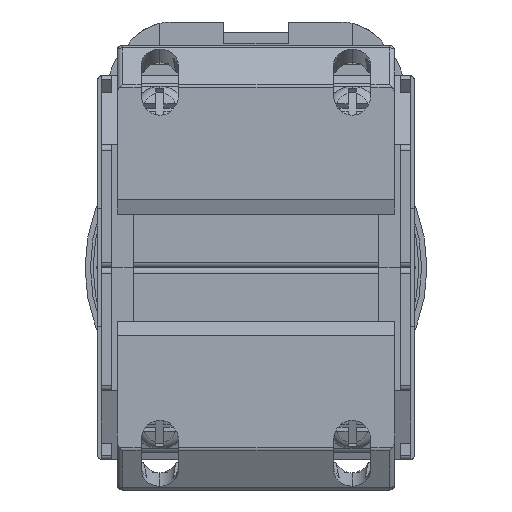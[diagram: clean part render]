
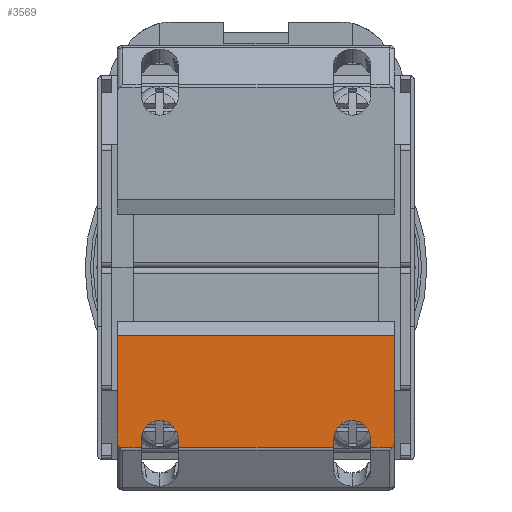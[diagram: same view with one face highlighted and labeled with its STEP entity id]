
A CAD part, front view. The second image highlights one B-rep face of the part: STEP entity #3569.
In plain terms, the highlighted planar face has unit normal (0, -1, 0).
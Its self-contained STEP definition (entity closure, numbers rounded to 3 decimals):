
#2 = VERTEX_POINT ( 'NONE', #3838 ) ;
#67 = EDGE_CURVE ( 'NONE', #2, #12687, #4582, .T. ) ;
#541 = EDGE_CURVE ( 'NONE', #3639, #12687, #3653, .T. ) ;
#555 =( BOUNDED_CURVE ( )  B_SPLINE_CURVE ( 3, ( #12993, #5817, #15852, #7276 ),
 .UNSPECIFIED., .F., .F. ) 
 B_SPLINE_CURVE_WITH_KNOTS ( ( 4, 4 ),
 ( 4.712, 7.854 ),
 .UNSPECIFIED. ) 
 CURVE ( )  GEOMETRIC_REPRESENTATION_ITEM ( )  RATIONAL_B_SPLINE_CURVE ( ( 1., 0.333, 0.333, 1. ) ) 
 REPRESENTATION_ITEM ( '' )  );
#772 = EDGE_CURVE ( 'NONE', #1354, #2722, #6785, .T. ) ;
#823 = FACE_OUTER_BOUND ( 'NONE', #15454, .T. ) ;
#1111 = VERTEX_POINT ( 'NONE', #14961 ) ;
#1114 = CARTESIAN_POINT ( 'NONE',  ( -7.25, -61.5, -16.185 ) ) ;
#1335 = EDGE_CURVE ( 'NONE', #5661, #3639, #15035, .T. ) ;
#1354 = VERTEX_POINT ( 'NONE', #16915 ) ;
#1492 = CARTESIAN_POINT ( 'NONE',  ( 7.25, -61.5, -6.374 ) ) ;
#1570 = CARTESIAN_POINT ( 'NONE',  ( -12.76, -61.5, -16.86 ) ) ;
#1757 = VECTOR ( 'NONE', #15980, 1000. ) ;
#1921 = ORIENTED_EDGE ( 'NONE', *, *, #7854, .T. ) ;
#1972 = CARTESIAN_POINT ( 'NONE',  ( -7.25, -61.5, -16.185 ) ) ;
#2027 = ORIENTED_EDGE ( 'NONE', *, *, #13319, .F. ) ;
#2227 = LINE ( 'NONE', #11707, #5568 ) ;
#2519 = CARTESIAN_POINT ( 'NONE',  ( 13., -61.5, -16.039 ) ) ;
#2527 = DIRECTION ( 'NONE',  ( -1., 0., 0. ) ) ;
#2649 = CARTESIAN_POINT ( 'NONE',  ( 13., -61.5, -16.382 ) ) ;
#2722 = VERTEX_POINT ( 'NONE', #15525 ) ;
#2971 = VERTEX_POINT ( 'NONE', #4630 ) ;
#3455 = ORIENTED_EDGE ( 'NONE', *, *, #9266, .F. ) ;
#3569 = ADVANCED_FACE ( 'NONE', ( #823 ), #5983, .F. ) ;
#3639 = VERTEX_POINT ( 'NONE', #1972 ) ;
#3653 = LINE ( 'NONE', #11344, #7478 ) ;
#3838 = CARTESIAN_POINT ( 'NONE',  ( 7.25, -61.5, -16.86 ) ) ;
#3949 = VECTOR ( 'NONE', #6374, 1000. ) ;
#3981 =( BOUNDED_CURVE ( )  B_SPLINE_CURVE ( 3, ( #2519, #2649, #5509, #15549 ),
 .UNSPECIFIED., .F., .F. ) 
 B_SPLINE_CURVE_WITH_KNOTS ( ( 4, 4 ),
 ( 4.712, 5.736 ),
 .UNSPECIFIED. ) 
 CURVE ( )  GEOMETRIC_REPRESENTATION_ITEM ( )  RATIONAL_B_SPLINE_CURVE ( ( 1., 0.915, 0.915, 1. ) ) 
 REPRESENTATION_ITEM ( '' )  );
#4121 = EDGE_CURVE ( 'NONE', #1111, #1354, #555, .T. ) ;
#4462 = CARTESIAN_POINT ( 'NONE',  ( -13., -61.5, -16.382 ) ) ;
#4492 = ORIENTED_EDGE ( 'NONE', *, *, #16049, .F. ) ;
#4528 = DIRECTION ( 'NONE',  ( 0., 0., 1. ) ) ;
#4582 = LINE ( 'NONE', #5381, #12224 ) ;
#4608 = CARTESIAN_POINT ( 'NONE',  ( 13., -61.5, -6.374 ) ) ;
#4630 = CARTESIAN_POINT ( 'NONE',  ( -13., -61.5, -16.039 ) ) ;
#4798 = ORIENTED_EDGE ( 'NONE', *, *, #1335, .T. ) ;
#4808 = VERTEX_POINT ( 'NONE', #5925 ) ;
#5381 = CARTESIAN_POINT ( 'NONE',  ( 13., -61.5, -16.86 ) ) ;
#5400 = ORIENTED_EDGE ( 'NONE', *, *, #7833, .F. ) ;
#5509 = CARTESIAN_POINT ( 'NONE',  ( 12.913, -61.5, -16.681 ) ) ;
#5517 = ORIENTED_EDGE ( 'NONE', *, *, #541, .T. ) ;
#5568 = VECTOR ( 'NONE', #4528, 1000. ) ;
#5626 = DIRECTION ( 'NONE',  ( -1., 0., 0. ) ) ;
#5661 = VERTEX_POINT ( 'NONE', #17471 ) ;
#5667 = LINE ( 'NONE', #15718, #9481 ) ;
#5817 = CARTESIAN_POINT ( 'NONE',  ( 7.25, -61.5, -12.377 ) ) ;
#5925 = CARTESIAN_POINT ( 'NONE',  ( 13., -61.5, -6.374 ) ) ;
#5983 = PLANE ( 'NONE',  #12835 ) ;
#6242 = DIRECTION ( 'NONE',  ( 0., 0., -1. ) ) ;
#6277 = EDGE_CURVE ( 'NONE', #2, #1111, #7715, .T. ) ;
#6350 = VECTOR ( 'NONE', #6242, 1000. ) ;
#6374 = DIRECTION ( 'NONE',  ( 0., 0., 1. ) ) ;
#6785 = LINE ( 'NONE', #14838, #6350 ) ;
#6851 = CARTESIAN_POINT ( 'NONE',  ( -10.75, -61.5, -16.185 ) ) ;
#7121 = VERTEX_POINT ( 'NONE', #8297 ) ;
#7276 = CARTESIAN_POINT ( 'NONE',  ( 10.75, -61.5, -16.185 ) ) ;
#7380 = EDGE_CURVE ( 'NONE', #16705, #11964, #8301, .T. ) ;
#7409 = CARTESIAN_POINT ( 'NONE',  ( 13., -61.5, -16.86 ) ) ;
#7478 = VECTOR ( 'NONE', #18456, 1000. ) ;
#7492 = DIRECTION ( 'NONE',  ( 0., 1., 0. ) ) ;
#7715 = LINE ( 'NONE', #1492, #12020 ) ;
#7765 = ORIENTED_EDGE ( 'NONE', *, *, #10730, .T. ) ;
#7833 = EDGE_CURVE ( 'NONE', #11964, #2971, #8823, .T. ) ;
#7854 = EDGE_CURVE ( 'NONE', #16705, #5661, #2227, .T. ) ;
#7895 = VECTOR ( 'NONE', #13424, 1000. ) ;
#8297 = CARTESIAN_POINT ( 'NONE',  ( -13., -61.5, -6.374 ) ) ;
#8301 = LINE ( 'NONE', #8922, #15471 ) ;
#8823 =( BOUNDED_CURVE ( )  B_SPLINE_CURVE ( 3, ( #1570, #10184, #4462, #14501 ),
 .UNSPECIFIED., .F., .F. ) 
 B_SPLINE_CURVE_WITH_KNOTS ( ( 4, 4 ),
 ( 3.689, 4.712 ),
 .UNSPECIFIED. ) 
 CURVE ( )  GEOMETRIC_REPRESENTATION_ITEM ( )  RATIONAL_B_SPLINE_CURVE ( ( 1., 0.915, 0.915, 1. ) ) 
 REPRESENTATION_ITEM ( '' )  );
#8922 = CARTESIAN_POINT ( 'NONE',  ( 13., -61.5, -16.86 ) ) ;
#9085 = CARTESIAN_POINT ( 'NONE',  ( 13., -61.5, -6.374 ) ) ;
#9266 = EDGE_CURVE ( 'NONE', #2971, #7121, #15391, .T. ) ;
#9481 = VECTOR ( 'NONE', #5626, 1000. ) ;
#9706 = CARTESIAN_POINT ( 'NONE',  ( -10.75, -61.5, -16.86 ) ) ;
#9725 = CARTESIAN_POINT ( 'NONE',  ( -7.25, -61.5, -12.377 ) ) ;
#10102 = DIRECTION ( 'NONE',  ( 0., 0., 1. ) ) ;
#10184 = CARTESIAN_POINT ( 'NONE',  ( -12.913, -61.5, -16.681 ) ) ;
#10341 = VERTEX_POINT ( 'NONE', #13059 ) ;
#10389 = DIRECTION ( 'NONE',  ( -1., 0., 0. ) ) ;
#10730 = EDGE_CURVE ( 'NONE', #4808, #7121, #5667, .T. ) ;
#10952 = EDGE_CURVE ( 'NONE', #10341, #4808, #11759, .T. ) ;
#11344 = CARTESIAN_POINT ( 'NONE',  ( -7.25, -61.5, -6.374 ) ) ;
#11401 = ORIENTED_EDGE ( 'NONE', *, *, #4121, .T. ) ;
#11707 = CARTESIAN_POINT ( 'NONE',  ( -10.75, -61.5, -6.374 ) ) ;
#11759 = LINE ( 'NONE', #9085, #7895 ) ;
#11964 = VERTEX_POINT ( 'NONE', #14669 ) ;
#12020 = VECTOR ( 'NONE', #10102, 1000. ) ;
#12224 = VECTOR ( 'NONE', #2527, 1000. ) ;
#12687 = VERTEX_POINT ( 'NONE', #13950 ) ;
#12835 = AXIS2_PLACEMENT_3D ( 'NONE', #4608, #7492, #17505 ) ;
#12993 = CARTESIAN_POINT ( 'NONE',  ( 7.25, -61.5, -16.185 ) ) ;
#13031 = VERTEX_POINT ( 'NONE', #13456 ) ;
#13059 = CARTESIAN_POINT ( 'NONE',  ( 13., -61.5, -16.039 ) ) ;
#13319 = EDGE_CURVE ( 'NONE', #10341, #13031, #3981, .T. ) ;
#13334 = ORIENTED_EDGE ( 'NONE', *, *, #7380, .F. ) ;
#13424 = DIRECTION ( 'NONE',  ( 0., 0., 1. ) ) ;
#13456 = CARTESIAN_POINT ( 'NONE',  ( 12.76, -61.5, -16.86 ) ) ;
#13950 = CARTESIAN_POINT ( 'NONE',  ( -7.25, -61.5, -16.86 ) ) ;
#14074 = ORIENTED_EDGE ( 'NONE', *, *, #6277, .T. ) ;
#14388 = ORIENTED_EDGE ( 'NONE', *, *, #772, .T. ) ;
#14501 = CARTESIAN_POINT ( 'NONE',  ( -13., -61.5, -16.039 ) ) ;
#14669 = CARTESIAN_POINT ( 'NONE',  ( -12.76, -61.5, -16.86 ) ) ;
#14838 = CARTESIAN_POINT ( 'NONE',  ( 10.75, -61.5, -6.374 ) ) ;
#14961 = CARTESIAN_POINT ( 'NONE',  ( 7.25, -61.5, -16.185 ) ) ;
#15035 =( BOUNDED_CURVE ( )  B_SPLINE_CURVE ( 3, ( #6851, #18315, #9725, #1114 ),
 .UNSPECIFIED., .F., .F. ) 
 B_SPLINE_CURVE_WITH_KNOTS ( ( 4, 4 ),
 ( 4.712, 7.854 ),
 .UNSPECIFIED. ) 
 CURVE ( )  GEOMETRIC_REPRESENTATION_ITEM ( )  RATIONAL_B_SPLINE_CURVE ( ( 1., 0.333, 0.333, 1. ) ) 
 REPRESENTATION_ITEM ( '' )  );
#15391 = LINE ( 'NONE', #16332, #3949 ) ;
#15454 = EDGE_LOOP ( 'NONE', ( #14074, #11401, #14388, #4492, #2027, #18082, #7765, #3455, #5400, #13334, #1921, #4798, #5517, #17690 ) ) ;
#15471 = VECTOR ( 'NONE', #10389, 1000. ) ;
#15525 = CARTESIAN_POINT ( 'NONE',  ( 10.75, -61.5, -16.86 ) ) ;
#15549 = CARTESIAN_POINT ( 'NONE',  ( 12.76, -61.5, -16.86 ) ) ;
#15718 = CARTESIAN_POINT ( 'NONE',  ( 13., -61.5, -6.374 ) ) ;
#15852 = CARTESIAN_POINT ( 'NONE',  ( 10.75, -61.5, -12.377 ) ) ;
#15980 = DIRECTION ( 'NONE',  ( -1., 0., 0. ) ) ;
#16049 = EDGE_CURVE ( 'NONE', #13031, #2722, #16984, .T. ) ;
#16332 = CARTESIAN_POINT ( 'NONE',  ( -13., -61.5, -6.374 ) ) ;
#16705 = VERTEX_POINT ( 'NONE', #9706 ) ;
#16915 = CARTESIAN_POINT ( 'NONE',  ( 10.75, -61.5, -16.185 ) ) ;
#16984 = LINE ( 'NONE', #7409, #1757 ) ;
#17471 = CARTESIAN_POINT ( 'NONE',  ( -10.75, -61.5, -16.185 ) ) ;
#17505 = DIRECTION ( 'NONE',  ( 0., 0., -1. ) ) ;
#17690 = ORIENTED_EDGE ( 'NONE', *, *, #67, .F. ) ;
#18082 = ORIENTED_EDGE ( 'NONE', *, *, #10952, .T. ) ;
#18315 = CARTESIAN_POINT ( 'NONE',  ( -10.75, -61.5, -12.377 ) ) ;
#18456 = DIRECTION ( 'NONE',  ( 0., 0., -1. ) ) ;
